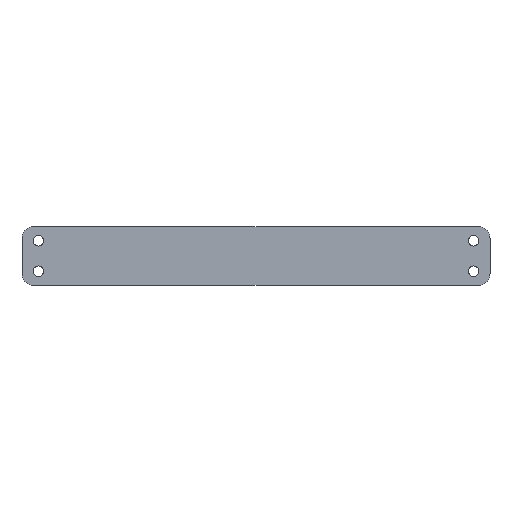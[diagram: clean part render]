
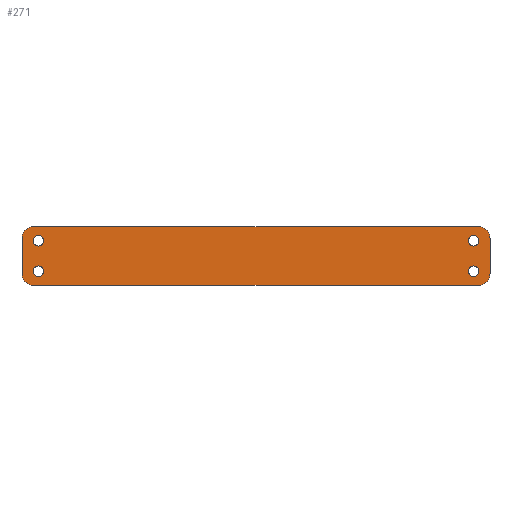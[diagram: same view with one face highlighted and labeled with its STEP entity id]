
A CAD part, top view. The second image highlights one B-rep face of the part: STEP entity #271.
In plain terms, the highlighted planar face has unit normal (0, 0, 1).
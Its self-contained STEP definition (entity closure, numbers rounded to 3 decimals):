
#13 = VERTEX_POINT ( 'NONE', #149 ) ;
#14 = DIRECTION ( 'NONE',  ( 0., 1., 0. ) ) ;
#20 = DIRECTION ( 'NONE',  ( 0., 0., 1. ) ) ;
#22 = CIRCLE ( 'NONE', #490, 4.5 ) ;
#23 = VERTEX_POINT ( 'NONE', #100 ) ;
#25 = CARTESIAN_POINT ( 'NONE',  ( -189.5, 15., 0. ) ) ;
#28 = DIRECTION ( 'NONE',  ( -1., 0., 0. ) ) ;
#29 = EDGE_CURVE ( 'NONE', #514, #108, #146, .T. ) ;
#33 = DIRECTION ( 'NONE',  ( -1., 0., 0. ) ) ;
#37 = CARTESIAN_POINT ( 'NONE',  ( 185.5, 13., 0. ) ) ;
#43 = DIRECTION ( 'NONE',  ( 0., 0., -1. ) ) ;
#45 = AXIS2_PLACEMENT_3D ( 'NONE', #320, #564, #324 ) ;
#55 = VERTEX_POINT ( 'NONE', #142 ) ;
#59 = ORIENTED_EDGE ( 'NONE', *, *, #143, .T. ) ;
#60 = CARTESIAN_POINT ( 'NONE',  ( 199.5, -15., 0. ) ) ;
#67 = ORIENTED_EDGE ( 'NONE', *, *, #343, .T. ) ;
#75 = DIRECTION ( 'NONE',  ( 0., 0., -1. ) ) ;
#77 = DIRECTION ( 'NONE',  ( -1., 0., 0. ) ) ;
#83 = CARTESIAN_POINT ( 'NONE',  ( 199.5, 15., 0. ) ) ;
#84 = DIRECTION ( 'NONE',  ( -1., 0., 0. ) ) ;
#88 = AXIS2_PLACEMENT_3D ( 'NONE', #286, #231, #532 ) ;
#91 = FACE_OUTER_BOUND ( 'NONE', #460, .T. ) ;
#100 = CARTESIAN_POINT ( 'NONE',  ( 181., -13., 0. ) ) ;
#101 = ORIENTED_EDGE ( 'NONE', *, *, #293, .T. ) ;
#103 = DIRECTION ( 'NONE',  ( -1., 0., 0. ) ) ;
#108 = VERTEX_POINT ( 'NONE', #83 ) ;
#109 = VERTEX_POINT ( 'NONE', #472 ) ;
#110 = ORIENTED_EDGE ( 'NONE', *, *, #505, .T. ) ;
#116 = AXIS2_PLACEMENT_3D ( 'NONE', #497, #43, #342 ) ;
#117 = AXIS2_PLACEMENT_3D ( 'NONE', #124, #584, #77 ) ;
#118 = CIRCLE ( 'NONE', #88, 4.5 ) ;
#119 = DIRECTION ( 'NONE',  ( 0., -1., 0. ) ) ;
#121 = CARTESIAN_POINT ( 'NONE',  ( 189.5, 15., 0. ) ) ;
#124 = CARTESIAN_POINT ( 'NONE',  ( 185.5, -13., 0. ) ) ;
#126 = CARTESIAN_POINT ( 'NONE',  ( -189.5, 25., 0. ) ) ;
#134 = FACE_BOUND ( 'NONE', #408, .T. ) ;
#137 = CIRCLE ( 'NONE', #499, 4.5 ) ;
#140 = CARTESIAN_POINT ( 'NONE',  ( -181., 13., 0. ) ) ;
#142 = CARTESIAN_POINT ( 'NONE',  ( -189.5, -25., 0. ) ) ;
#143 = EDGE_CURVE ( 'NONE', #23, #606, #534, .T. ) ;
#144 = VERTEX_POINT ( 'NONE', #483 ) ;
#145 = CIRCLE ( 'NONE', #558, 4.5 ) ;
#146 = LINE ( 'NONE', #450, #280 ) ;
#149 = CARTESIAN_POINT ( 'NONE',  ( -181., -13., 0. ) ) ;
#155 = EDGE_CURVE ( 'NONE', #587, #610, #370, .T. ) ;
#159 = DIRECTION ( 'NONE',  ( -1., 0., 0. ) ) ;
#167 = ORIENTED_EDGE ( 'NONE', *, *, #496, .T. ) ;
#168 = DIRECTION ( 'NONE',  ( -1., 0., 0. ) ) ;
#173 = VECTOR ( 'NONE', #374, 1000. ) ;
#178 = CARTESIAN_POINT ( 'NONE',  ( -199.5, -25., 0. ) ) ;
#187 = CARTESIAN_POINT ( 'NONE',  ( -199.5, 15., 0. ) ) ;
#193 = CARTESIAN_POINT ( 'NONE',  ( 185.5, 13., 0. ) ) ;
#197 = EDGE_LOOP ( 'NONE', ( #268, #101 ) ) ;
#207 = DIRECTION ( 'NONE',  ( -1., 0., 0. ) ) ;
#210 = ORIENTED_EDGE ( 'NONE', *, *, #155, .T. ) ;
#214 = VERTEX_POINT ( 'NONE', #187 ) ;
#228 = CARTESIAN_POINT ( 'NONE',  ( -199.5, -15., 0. ) ) ;
#231 = DIRECTION ( 'NONE',  ( 0., 0., -1. ) ) ;
#249 = ORIENTED_EDGE ( 'NONE', *, *, #531, .T. ) ;
#256 = CARTESIAN_POINT ( 'NONE',  ( 189.5, -15., 0. ) ) ;
#260 = VERTEX_POINT ( 'NONE', #140 ) ;
#261 = DIRECTION ( 'NONE',  ( 0., 0., 1. ) ) ;
#263 = ORIENTED_EDGE ( 'NONE', *, *, #620, .T. ) ;
#265 = CARTESIAN_POINT ( 'NONE',  ( -185.5, -13., 0. ) ) ;
#268 = ORIENTED_EDGE ( 'NONE', *, *, #439, .T. ) ;
#269 = CIRCLE ( 'NONE', #568, 10. ) ;
#271 = ADVANCED_FACE ( 'NONE', ( #544, #134, #541, #449, #91 ), #294, .F. ) ;
#272 = DIRECTION ( 'NONE',  ( -1., 0., 0. ) ) ;
#280 = VECTOR ( 'NONE', #14, 1000. ) ;
#283 = DIRECTION ( 'NONE',  ( -1., 0., 0. ) ) ;
#286 = CARTESIAN_POINT ( 'NONE',  ( -185.5, 13., 0. ) ) ;
#287 = DIRECTION ( 'NONE',  ( 0., 0., 1. ) ) ;
#290 = CIRCLE ( 'NONE', #346, 10. ) ;
#293 = EDGE_CURVE ( 'NONE', #555, #404, #22, .T. ) ;
#294 = PLANE ( 'NONE',  #116 ) ;
#301 = AXIS2_PLACEMENT_3D ( 'NONE', #265, #520, #272 ) ;
#308 = ORIENTED_EDGE ( 'NONE', *, *, #523, .T. ) ;
#312 = DIRECTION ( 'NONE',  ( 1., 0., 0. ) ) ;
#320 = CARTESIAN_POINT ( 'NONE',  ( -185.5, 13., 0. ) ) ;
#321 = EDGE_CURVE ( 'NONE', #108, #587, #269, .T. ) ;
#324 = DIRECTION ( 'NONE',  ( -1., 0., 0. ) ) ;
#326 = ORIENTED_EDGE ( 'NONE', *, *, #321, .T. ) ;
#329 = ORIENTED_EDGE ( 'NONE', *, *, #543, .T. ) ;
#342 = DIRECTION ( 'NONE',  ( -1., 0., 0. ) ) ;
#343 = EDGE_CURVE ( 'NONE', #109, #13, #145, .T. ) ;
#345 = AXIS2_PLACEMENT_3D ( 'NONE', #256, #20, #103 ) ;
#346 = AXIS2_PLACEMENT_3D ( 'NONE', #25, #425, #168 ) ;
#356 = VERTEX_POINT ( 'NONE', #228 ) ;
#359 = LINE ( 'NONE', #613, #393 ) ;
#361 = ORIENTED_EDGE ( 'NONE', *, *, #29, .T. ) ;
#369 = CARTESIAN_POINT ( 'NONE',  ( 190., 13., 0. ) ) ;
#370 = LINE ( 'NONE', #565, #173 ) ;
#374 = DIRECTION ( 'NONE',  ( -1., 0., 0. ) ) ;
#377 = CIRCLE ( 'NONE', #117, 4.5 ) ;
#378 = CARTESIAN_POINT ( 'NONE',  ( 190., -13., 0. ) ) ;
#389 = CARTESIAN_POINT ( 'NONE',  ( 181., 13., 0. ) ) ;
#393 = VECTOR ( 'NONE', #312, 1000. ) ;
#401 = DIRECTION ( 'NONE',  ( 0., 0., -1. ) ) ;
#404 = VERTEX_POINT ( 'NONE', #389 ) ;
#408 = EDGE_LOOP ( 'NONE', ( #67, #110 ) ) ;
#423 = CIRCLE ( 'NONE', #301, 4.5 ) ;
#425 = DIRECTION ( 'NONE',  ( 0., 0., 1. ) ) ;
#434 = VECTOR ( 'NONE', #119, 1000. ) ;
#437 = CARTESIAN_POINT ( 'NONE',  ( 189.5, 25., 0. ) ) ;
#439 = EDGE_CURVE ( 'NONE', #404, #555, #137, .T. ) ;
#442 = DIRECTION ( 'NONE',  ( 0., 0., -1. ) ) ;
#449 = FACE_BOUND ( 'NONE', #607, .T. ) ;
#450 = CARTESIAN_POINT ( 'NONE',  ( 199.5, -25., 0. ) ) ;
#456 = CARTESIAN_POINT ( 'NONE',  ( 189.5, -25., 0. ) ) ;
#460 = EDGE_LOOP ( 'NONE', ( #361, #326, #210, #566, #263, #249, #329, #308 ) ) ;
#464 = EDGE_LOOP ( 'NONE', ( #599, #167 ) ) ;
#472 = CARTESIAN_POINT ( 'NONE',  ( -190., -13., 0. ) ) ;
#483 = CARTESIAN_POINT ( 'NONE',  ( -190., 13., 0. ) ) ;
#490 = AXIS2_PLACEMENT_3D ( 'NONE', #193, #401, #207 ) ;
#495 = CIRCLE ( 'NONE', #345, 10. ) ;
#496 = EDGE_CURVE ( 'NONE', #260, #144, #508, .T. ) ;
#497 = CARTESIAN_POINT ( 'NONE',  ( 0., 0., 0. ) ) ;
#499 = AXIS2_PLACEMENT_3D ( 'NONE', #37, #442, #28 ) ;
#505 = EDGE_CURVE ( 'NONE', #13, #109, #423, .T. ) ;
#508 = CIRCLE ( 'NONE', #45, 4.5 ) ;
#514 = VERTEX_POINT ( 'NONE', #60 ) ;
#520 = DIRECTION ( 'NONE',  ( 0., 0., -1. ) ) ;
#521 = AXIS2_PLACEMENT_3D ( 'NONE', #618, #261, #159 ) ;
#523 = EDGE_CURVE ( 'NONE', #594, #514, #495, .T. ) ;
#527 = CARTESIAN_POINT ( 'NONE',  ( 185.5, -13., 0. ) ) ;
#531 = EDGE_CURVE ( 'NONE', #356, #55, #538, .T. ) ;
#532 = DIRECTION ( 'NONE',  ( -1., 0., 0. ) ) ;
#534 = CIRCLE ( 'NONE', #611, 4.5 ) ;
#535 = CARTESIAN_POINT ( 'NONE',  ( -185.5, -13., 0. ) ) ;
#538 = CIRCLE ( 'NONE', #521, 10. ) ;
#541 = FACE_BOUND ( 'NONE', #197, .T. ) ;
#543 = EDGE_CURVE ( 'NONE', #55, #594, #359, .T. ) ;
#544 = FACE_BOUND ( 'NONE', #464, .T. ) ;
#549 = ORIENTED_EDGE ( 'NONE', *, *, #579, .T. ) ;
#555 = VERTEX_POINT ( 'NONE', #369 ) ;
#558 = AXIS2_PLACEMENT_3D ( 'NONE', #535, #577, #33 ) ;
#564 = DIRECTION ( 'NONE',  ( 0., 0., -1. ) ) ;
#565 = CARTESIAN_POINT ( 'NONE',  ( -199.5, 25., 0. ) ) ;
#566 = ORIENTED_EDGE ( 'NONE', *, *, #567, .T. ) ;
#567 = EDGE_CURVE ( 'NONE', #610, #214, #290, .T. ) ;
#568 = AXIS2_PLACEMENT_3D ( 'NONE', #121, #287, #84 ) ;
#569 = LINE ( 'NONE', #178, #434 ) ;
#577 = DIRECTION ( 'NONE',  ( 0., 0., -1. ) ) ;
#579 = EDGE_CURVE ( 'NONE', #606, #23, #377, .T. ) ;
#584 = DIRECTION ( 'NONE',  ( 0., 0., -1. ) ) ;
#587 = VERTEX_POINT ( 'NONE', #437 ) ;
#594 = VERTEX_POINT ( 'NONE', #456 ) ;
#599 = ORIENTED_EDGE ( 'NONE', *, *, #616, .T. ) ;
#606 = VERTEX_POINT ( 'NONE', #378 ) ;
#607 = EDGE_LOOP ( 'NONE', ( #59, #549 ) ) ;
#610 = VERTEX_POINT ( 'NONE', #126 ) ;
#611 = AXIS2_PLACEMENT_3D ( 'NONE', #527, #75, #283 ) ;
#613 = CARTESIAN_POINT ( 'NONE',  ( -199.5, -25., 0. ) ) ;
#616 = EDGE_CURVE ( 'NONE', #144, #260, #118, .T. ) ;
#618 = CARTESIAN_POINT ( 'NONE',  ( -189.5, -15., 0. ) ) ;
#620 = EDGE_CURVE ( 'NONE', #214, #356, #569, .T. ) ;
